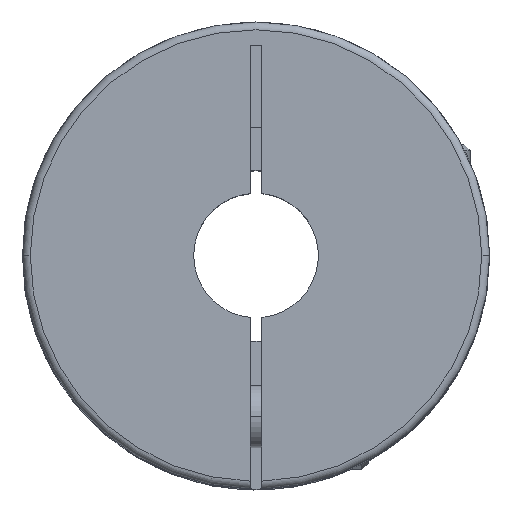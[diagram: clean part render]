
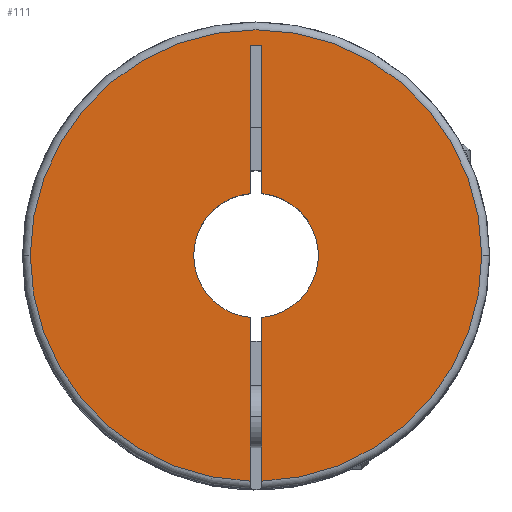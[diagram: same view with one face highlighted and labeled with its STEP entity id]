
A CAD part, top view. The second image highlights one B-rep face of the part: STEP entity #111.
In plain terms, the highlighted planar face has unit normal (0, 0, 1).
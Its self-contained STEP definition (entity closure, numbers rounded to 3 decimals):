
#64 = CARTESIAN_POINT ( 'NONE',  ( 0.75, -30., 0. ) ) ;
#111 = ADVANCED_FACE ( 'NONE', ( #1133 ), #1435, .F. ) ;
#203 = DIRECTION ( 'NONE',  ( 0., -1., 0. ) ) ;
#216 = CARTESIAN_POINT ( 'NONE',  ( -0.75, 27., 0. ) ) ;
#230 = CIRCLE ( 'NONE', #2039, 29. ) ;
#264 = ORIENTED_EDGE ( 'NONE', *, *, #1423, .F. ) ;
#301 = LINE ( 'NONE', #64, #931 ) ;
#408 = DIRECTION ( 'NONE',  ( 0., 0., -1. ) ) ;
#419 = EDGE_CURVE ( 'NONE', #2425, #2462, #1089, .T. ) ;
#484 = CARTESIAN_POINT ( 'NONE',  ( 0.75, -28.99, 0. ) ) ;
#502 = EDGE_CURVE ( 'NONE', #1746, #1557, #768, .T. ) ;
#523 = ORIENTED_EDGE ( 'NONE', *, *, #2182, .F. ) ;
#547 = CARTESIAN_POINT ( 'NONE',  ( 29., 0., 0. ) ) ;
#620 = EDGE_CURVE ( 'NONE', #2425, #1515, #1471, .T. ) ;
#704 = CARTESIAN_POINT ( 'NONE',  ( 0.75, 27., 0. ) ) ;
#735 = DIRECTION ( 'NONE',  ( -1., 0., 0. ) ) ;
#768 = CIRCLE ( 'NONE', #1280, 8. ) ;
#822 = DIRECTION ( 'NONE',  ( 0., 0., -1. ) ) ;
#908 = DIRECTION ( 'NONE',  ( 0., -1., 0. ) ) ;
#931 = VECTOR ( 'NONE', #1545, 1000. ) ;
#985 = DIRECTION ( 'NONE',  ( 0., 0., -1. ) ) ;
#1089 = CIRCLE ( 'NONE', #3732, 8. ) ;
#1130 = ORIENTED_EDGE ( 'NONE', *, *, #502, .T. ) ;
#1131 = CARTESIAN_POINT ( 'NONE',  ( 0.75, -7.965, 0. ) ) ;
#1133 = FACE_OUTER_BOUND ( 'NONE', #3557, .T. ) ;
#1221 = AXIS2_PLACEMENT_3D ( 'NONE', #2974, #3252, #203 ) ;
#1243 = AXIS2_PLACEMENT_3D ( 'NONE', #3987, #3641, #2756 ) ;
#1280 = AXIS2_PLACEMENT_3D ( 'NONE', #3547, #1980, #2588 ) ;
#1331 = CARTESIAN_POINT ( 'NONE',  ( 0.75, 7.965, 0. ) ) ;
#1343 = AXIS2_PLACEMENT_3D ( 'NONE', #2267, #408, #2738 ) ;
#1422 = VECTOR ( 'NONE', #735, 1000. ) ;
#1423 = EDGE_CURVE ( 'NONE', #2902, #1557, #301, .T. ) ;
#1435 = PLANE ( 'NONE',  #1221 ) ;
#1467 = ORIENTED_EDGE ( 'NONE', *, *, #3426, .F. ) ;
#1471 = LINE ( 'NONE', #216, #2639 ) ;
#1515 = VERTEX_POINT ( 'NONE', #3920 ) ;
#1545 = DIRECTION ( 'NONE',  ( 0., 1., 0. ) ) ;
#1557 = VERTEX_POINT ( 'NONE', #1131 ) ;
#1696 = CARTESIAN_POINT ( 'NONE',  ( -29., 0., 0. ) ) ;
#1717 = CARTESIAN_POINT ( 'NONE',  ( -0.75, 27., 0. ) ) ;
#1732 = VERTEX_POINT ( 'NONE', #704 ) ;
#1746 = VERTEX_POINT ( 'NONE', #1331 ) ;
#1765 = ORIENTED_EDGE ( 'NONE', *, *, #2306, .T. ) ;
#1818 = DIRECTION ( 'NONE',  ( -1., 0., 0. ) ) ;
#1849 = EDGE_CURVE ( 'NONE', #1746, #1732, #2659, .T. ) ;
#1919 = CIRCLE ( 'NONE', #2944, 29. ) ;
#1930 = CIRCLE ( 'NONE', #1343, 29. ) ;
#1980 = DIRECTION ( 'NONE',  ( 0., 0., -1. ) ) ;
#1984 = CARTESIAN_POINT ( 'NONE',  ( -8., 0., 0. ) ) ;
#2016 = DIRECTION ( 'NONE',  ( -1., 0., 0. ) ) ;
#2039 = AXIS2_PLACEMENT_3D ( 'NONE', #2341, #3875, #2016 ) ;
#2074 = CARTESIAN_POINT ( 'NONE',  ( 0., 0., 0. ) ) ;
#2151 = EDGE_CURVE ( 'NONE', #2867, #2363, #3787, .T. ) ;
#2182 = EDGE_CURVE ( 'NONE', #1732, #2867, #3181, .T. ) ;
#2218 = DIRECTION ( 'NONE',  ( -1., 0., 0. ) ) ;
#2267 = CARTESIAN_POINT ( 'NONE',  ( 0., 0., 0. ) ) ;
#2306 = EDGE_CURVE ( 'NONE', #2462, #2363, #3884, .T. ) ;
#2341 = CARTESIAN_POINT ( 'NONE',  ( 0., 0., 0. ) ) ;
#2363 = VERTEX_POINT ( 'NONE', #3396 ) ;
#2425 = VERTEX_POINT ( 'NONE', #3177 ) ;
#2444 = ORIENTED_EDGE ( 'NONE', *, *, #1849, .F. ) ;
#2462 = VERTEX_POINT ( 'NONE', #1984 ) ;
#2588 = DIRECTION ( 'NONE',  ( -1., 0., 0. ) ) ;
#2639 = VECTOR ( 'NONE', #908, 1000. ) ;
#2659 = LINE ( 'NONE', #3776, #2876 ) ;
#2724 = VERTEX_POINT ( 'NONE', #547 ) ;
#2738 = DIRECTION ( 'NONE',  ( -1., 0., 0. ) ) ;
#2756 = DIRECTION ( 'NONE',  ( -1., 0., 0. ) ) ;
#2780 = VECTOR ( 'NONE', #3482, 1000. ) ;
#2798 = ORIENTED_EDGE ( 'NONE', *, *, #2868, .F. ) ;
#2867 = VERTEX_POINT ( 'NONE', #1717 ) ;
#2868 = EDGE_CURVE ( 'NONE', #2724, #2902, #230, .T. ) ;
#2876 = VECTOR ( 'NONE', #3889, 1000. ) ;
#2902 = VERTEX_POINT ( 'NONE', #484 ) ;
#2944 = AXIS2_PLACEMENT_3D ( 'NONE', #2074, #822, #1818 ) ;
#2974 = CARTESIAN_POINT ( 'NONE',  ( 0., 0., 0. ) ) ;
#2992 = EDGE_CURVE ( 'NONE', #1515, #3212, #1919, .T. ) ;
#3102 = ORIENTED_EDGE ( 'NONE', *, *, #2992, .F. ) ;
#3139 = ORIENTED_EDGE ( 'NONE', *, *, #620, .F. ) ;
#3175 = ORIENTED_EDGE ( 'NONE', *, *, #2151, .F. ) ;
#3177 = CARTESIAN_POINT ( 'NONE',  ( -0.75, -7.965, 0. ) ) ;
#3181 = LINE ( 'NONE', #3499, #1422 ) ;
#3212 = VERTEX_POINT ( 'NONE', #1696 ) ;
#3252 = DIRECTION ( 'NONE',  ( 0., 0., -1. ) ) ;
#3396 = CARTESIAN_POINT ( 'NONE',  ( -0.75, 7.965, 0. ) ) ;
#3426 = EDGE_CURVE ( 'NONE', #3212, #2724, #1930, .T. ) ;
#3459 = CARTESIAN_POINT ( 'NONE',  ( -0.75, 27., 0. ) ) ;
#3482 = DIRECTION ( 'NONE',  ( 0., -1., 0. ) ) ;
#3499 = CARTESIAN_POINT ( 'NONE',  ( 0.75, 27., 0. ) ) ;
#3547 = CARTESIAN_POINT ( 'NONE',  ( 0., 0., 0. ) ) ;
#3557 = EDGE_LOOP ( 'NONE', ( #3102, #3139, #3734, #1765, #3175, #523, #2444, #1130, #264, #2798, #1467 ) ) ;
#3641 = DIRECTION ( 'NONE',  ( 0., 0., -1. ) ) ;
#3732 = AXIS2_PLACEMENT_3D ( 'NONE', #3759, #985, #2218 ) ;
#3734 = ORIENTED_EDGE ( 'NONE', *, *, #419, .T. ) ;
#3759 = CARTESIAN_POINT ( 'NONE',  ( 0., 0., 0. ) ) ;
#3776 = CARTESIAN_POINT ( 'NONE',  ( 0.75, -30., 0. ) ) ;
#3787 = LINE ( 'NONE', #3459, #2780 ) ;
#3875 = DIRECTION ( 'NONE',  ( 0., 0., -1. ) ) ;
#3884 = CIRCLE ( 'NONE', #1243, 8. ) ;
#3889 = DIRECTION ( 'NONE',  ( 0., 1., 0. ) ) ;
#3920 = CARTESIAN_POINT ( 'NONE',  ( -0.75, -28.99, 0. ) ) ;
#3987 = CARTESIAN_POINT ( 'NONE',  ( 0., 0., 0. ) ) ;
